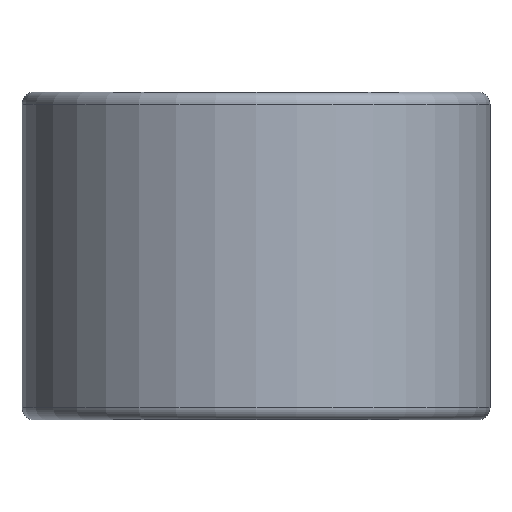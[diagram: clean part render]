
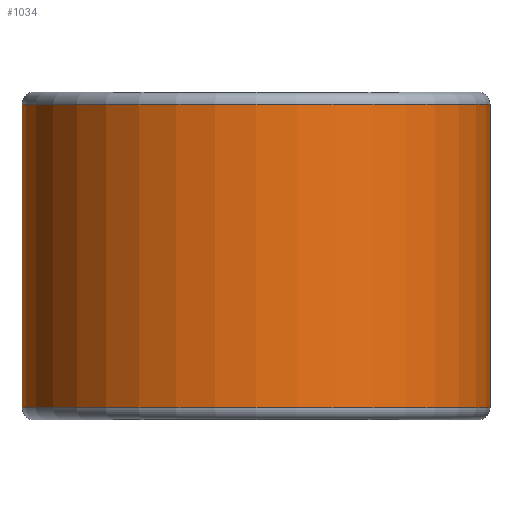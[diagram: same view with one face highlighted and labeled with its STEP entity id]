
A CAD part, front view. The second image highlights one B-rep face of the part: STEP entity #1034.
In plain terms, the highlighted cylindrical face has radius 14.681 mm (diameter 29.362 mm), a partial arc.
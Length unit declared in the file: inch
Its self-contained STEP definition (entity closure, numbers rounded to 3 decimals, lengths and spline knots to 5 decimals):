
#104 = DIRECTION ( 'NONE',  ( 0., 0., 1. ) ) ;
#318 = CARTESIAN_POINT ( 'NONE',  ( 0.5, -1.5, 0. ) ) ;
#322 = CARTESIAN_POINT ( 'NONE',  ( -0.078, -1.5, -0.375 ) ) ;
#354 = VECTOR ( 'NONE', #384, 39.37008 ) ;
#384 = DIRECTION ( 'NONE',  ( 0., 0., -1. ) ) ;
#519 = AXIS2_PLACEMENT_3D ( 'NONE', #318, #104, #1622 ) ;
#599 = EDGE_CURVE ( 'NONE', #762, #961, #1601, .T. ) ;
#616 = VERTEX_POINT ( 'NONE', #1571 ) ;
#692 = CARTESIAN_POINT ( 'NONE',  ( 1.078, -1.5, 0. ) ) ;
#713 = DIRECTION ( 'NONE',  ( 0., 0., 1. ) ) ;
#762 = VERTEX_POINT ( 'NONE', #322 ) ;
#869 = LINE ( 'NONE', #692, #2460 ) ;
#956 = EDGE_LOOP ( 'NONE', ( #1996, #1265, #2207, #1049 ) ) ;
#961 = VERTEX_POINT ( 'NONE', #2182 ) ;
#963 = DIRECTION ( 'NONE',  ( 0., 0., 1. ) ) ;
#970 = AXIS2_PLACEMENT_3D ( 'NONE', #2002, #713, #2184 ) ;
#1034 = ADVANCED_FACE ( 'NONE', ( #1359 ), #1595, .T. ) ;
#1049 = ORIENTED_EDGE ( 'NONE', *, *, #2646, .T. ) ;
#1253 = CIRCLE ( 'NONE', #2007, 0.578 ) ;
#1265 = ORIENTED_EDGE ( 'NONE', *, *, #1685, .T. ) ;
#1354 = CARTESIAN_POINT ( 'NONE',  ( -0.078, -1.5, 0.375 ) ) ;
#1359 = FACE_OUTER_BOUND ( 'NONE', #956, .T. ) ;
#1505 = LINE ( 'NONE', #1680, #354 ) ;
#1571 = CARTESIAN_POINT ( 'NONE',  ( 1.078, -1.5, 0.375 ) ) ;
#1595 = CYLINDRICAL_SURFACE ( 'NONE', #519, 0.578 ) ;
#1601 = CIRCLE ( 'NONE', #970, 0.578 ) ;
#1622 = DIRECTION ( 'NONE',  ( 1., 0., 0. ) ) ;
#1680 = CARTESIAN_POINT ( 'NONE',  ( -0.078, -1.5, 0.375 ) ) ;
#1685 = EDGE_CURVE ( 'NONE', #961, #616, #869, .T. ) ;
#1733 = VERTEX_POINT ( 'NONE', #1354 ) ;
#1867 = EDGE_CURVE ( 'NONE', #1733, #616, #1253, .T. ) ;
#1996 = ORIENTED_EDGE ( 'NONE', *, *, #599, .T. ) ;
#2002 = CARTESIAN_POINT ( 'NONE',  ( 0.5, -1.5, -0.375 ) ) ;
#2007 = AXIS2_PLACEMENT_3D ( 'NONE', #2216, #963, #2415 ) ;
#2163 = DIRECTION ( 'NONE',  ( 0., 0., 1. ) ) ;
#2182 = CARTESIAN_POINT ( 'NONE',  ( 1.078, -1.5, -0.375 ) ) ;
#2184 = DIRECTION ( 'NONE',  ( 1., 0., 0. ) ) ;
#2207 = ORIENTED_EDGE ( 'NONE', *, *, #1867, .F. ) ;
#2216 = CARTESIAN_POINT ( 'NONE',  ( 0.5, -1.5, 0.375 ) ) ;
#2415 = DIRECTION ( 'NONE',  ( 1., 0., 0. ) ) ;
#2460 = VECTOR ( 'NONE', #2163, 39.37008 ) ;
#2646 = EDGE_CURVE ( 'NONE', #1733, #762, #1505, .T. ) ;
